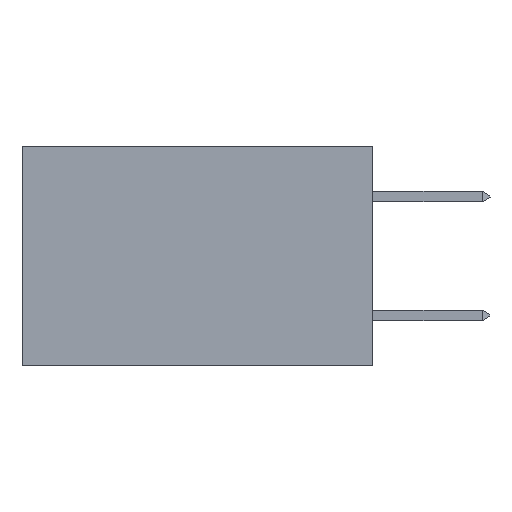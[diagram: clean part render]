
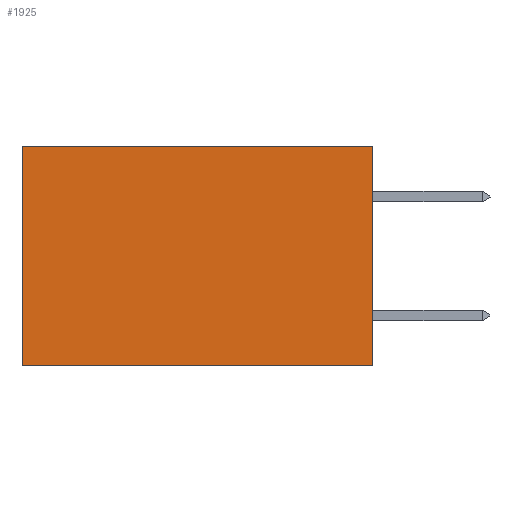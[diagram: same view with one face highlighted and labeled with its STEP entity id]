
A CAD part, left-side view. The second image highlights one B-rep face of the part: STEP entity #1925.
In plain terms, the highlighted planar face has unit normal (-1, 0, 0).
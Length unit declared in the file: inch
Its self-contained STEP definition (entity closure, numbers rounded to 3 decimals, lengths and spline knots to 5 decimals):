
#373 = VECTOR ( 'NONE', #722, 39.37008 ) ;
#611 = VERTEX_POINT ( 'NONE', #12003 ) ;
#722 = DIRECTION ( 'NONE',  ( 0., 0., -1. ) ) ;
#833 = CARTESIAN_POINT ( 'NONE',  ( 0.277, 0., 0. ) ) ;
#893 = LINE ( 'NONE', #2391, #373 ) ;
#1925 = ADVANCED_FACE ( 'NONE', ( #16130 ), #13967, .F. ) ;
#2170 = VECTOR ( 'NONE', #15340, 39.37008 ) ;
#2391 = CARTESIAN_POINT ( 'NONE',  ( 0.277, 0.59, -0.37 ) ) ;
#3147 = CARTESIAN_POINT ( 'NONE',  ( 0.277, 0., -0.37 ) ) ;
#3311 = EDGE_LOOP ( 'NONE', ( #5073, #4592, #6254, #15597 ) ) ;
#4592 = ORIENTED_EDGE ( 'NONE', *, *, #4731, .F. ) ;
#4650 = CARTESIAN_POINT ( 'NONE',  ( 0.277, 0.59, -0.37 ) ) ;
#4731 = EDGE_CURVE ( 'NONE', #611, #10025, #10615, .T. ) ;
#5073 = ORIENTED_EDGE ( 'NONE', *, *, #18346, .T. ) ;
#5229 = CARTESIAN_POINT ( 'NONE',  ( 0.277, 0., 0. ) ) ;
#5501 = DIRECTION ( 'NONE',  ( 0., 1., 0. ) ) ;
#6027 = LINE ( 'NONE', #833, #6508 ) ;
#6254 = ORIENTED_EDGE ( 'NONE', *, *, #14801, .F. ) ;
#6508 = VECTOR ( 'NONE', #5501, 39.37008 ) ;
#8943 = DIRECTION ( 'NONE',  ( 0., 0., -1. ) ) ;
#9134 = LINE ( 'NONE', #17869, #13073 ) ;
#10025 = VERTEX_POINT ( 'NONE', #4650 ) ;
#10615 = LINE ( 'NONE', #15278, #2170 ) ;
#11792 = DIRECTION ( 'NONE',  ( 0., 0., -1. ) ) ;
#12003 = CARTESIAN_POINT ( 'NONE',  ( 0.277, 0., -0.37 ) ) ;
#12202 = VERTEX_POINT ( 'NONE', #17775 ) ;
#13073 = VECTOR ( 'NONE', #8943, 39.37008 ) ;
#13967 = PLANE ( 'NONE',  #18123 ) ;
#14518 = VERTEX_POINT ( 'NONE', #5229 ) ;
#14801 = EDGE_CURVE ( 'NONE', #14518, #611, #9134, .T. ) ;
#15251 = DIRECTION ( 'NONE',  ( 1., 0., 0. ) ) ;
#15278 = CARTESIAN_POINT ( 'NONE',  ( 0.277, 0., -0.37 ) ) ;
#15340 = DIRECTION ( 'NONE',  ( 0., 1., 0. ) ) ;
#15597 = ORIENTED_EDGE ( 'NONE', *, *, #16509, .T. ) ;
#16130 = FACE_OUTER_BOUND ( 'NONE', #3311, .T. ) ;
#16509 = EDGE_CURVE ( 'NONE', #14518, #12202, #6027, .T. ) ;
#17775 = CARTESIAN_POINT ( 'NONE',  ( 0.277, 0.59, 0. ) ) ;
#17869 = CARTESIAN_POINT ( 'NONE',  ( 0.277, 0., -0.37 ) ) ;
#18123 = AXIS2_PLACEMENT_3D ( 'NONE', #3147, #15251, #11792 ) ;
#18346 = EDGE_CURVE ( 'NONE', #12202, #10025, #893, .T. ) ;
